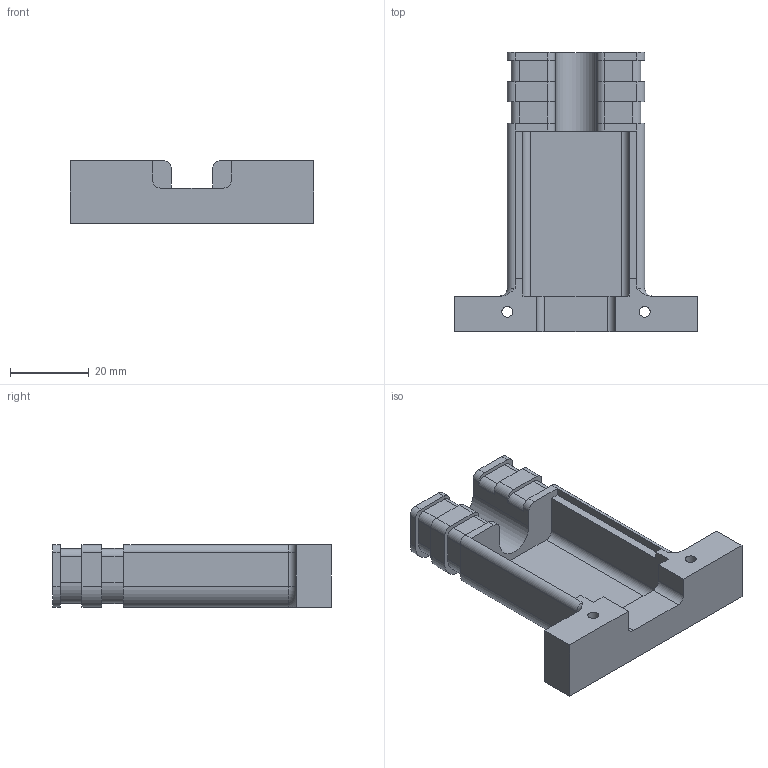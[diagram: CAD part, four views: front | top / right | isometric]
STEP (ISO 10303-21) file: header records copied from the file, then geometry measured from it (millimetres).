
FILE_DESCRIPTION(/* description */ (''),/* implementation_level */ '2;1');
FILE_NAME(/* name */ 'Cable PCB Mount.step',/* time_stamp */ '2020-06-08T21:30:11-05:00',/* author */ (''),/* organization */ (''),/* preprocessor_version */ 'ST-DEVELOPER v18.1',/* originating_system */ 'Autodesk Translation Framework v9.3.0.1241',/* authorisation */ '');
FILE_SCHEMA (('AUTOMOTIVE_DESIGN { 1 0 10303 214 3 1 1 }'));
Length unit declared in the file: millimetre
Products named in the file (1): Cable Mount
Bounding box: 62 x 71 x 16 mm (x, y, z)
Volume: 22013.5 mm3; surface area: 11627.4 mm2
Topology: 1 solids, 1 shells, 96 faces, 274 edges, 180 vertices
Faces by surface type: plane 53, cylinder 39, torus 4
Full cylindrical faces by diameter (mm): 2.8 x2
Entity records: 3201 total; most frequent: CARTESIAN_POINT 583, ORIENTED_EDGE 548, DIRECTION 546, EDGE_CURVE 274, LINE 188, VECTOR 188, VERTEX_POINT 180, AXIS2_PLACEMENT_3D 179
